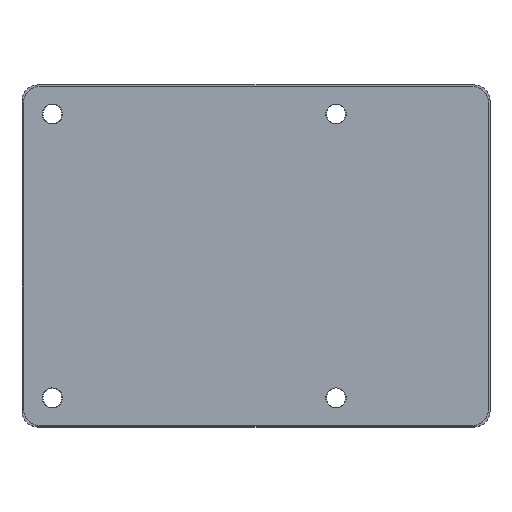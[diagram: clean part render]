
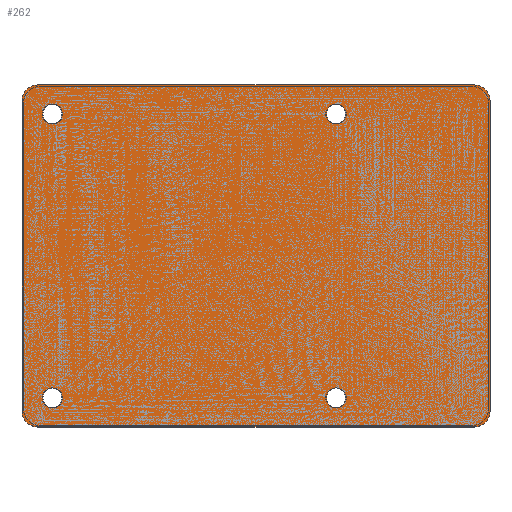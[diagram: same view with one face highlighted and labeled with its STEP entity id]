
A CAD part, top view. The second image highlights one B-rep face of the part: STEP entity #262.
In plain terms, the highlighted planar face has unit normal (0, 0, 1).
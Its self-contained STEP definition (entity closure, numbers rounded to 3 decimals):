
#37 = ORIENTED_EDGE ( 'NONE', *, *, #2954, .T. ) ;
#56 = ORIENTED_EDGE ( 'NONE', *, *, #2555, .T. ) ;
#109 = AXIS2_PLACEMENT_3D ( 'NONE', #391, #1344, #2327 ) ;
#118 = VERTEX_POINT ( 'NONE', #2487 ) ;
#119 = EDGE_CURVE ( 'NONE', #2345, #1501, #803, .T. ) ;
#142 = VERTEX_POINT ( 'NONE', #299 ) ;
#150 = ORIENTED_EDGE ( 'NONE', *, *, #3151, .F. ) ;
#161 = ORIENTED_EDGE ( 'NONE', *, *, #1104, .T. ) ;
#164 = EDGE_CURVE ( 'NONE', #142, #118, #761, .T. ) ;
#171 = DIRECTION ( 'NONE',  ( 0., 0., 1. ) ) ;
#262 = ADVANCED_FACE ( 'NONE', ( #2568, #2362, #2104, #880, #364 ), #2598, .F. ) ;
#266 = ORIENTED_EDGE ( 'NONE', *, *, #2425, .F. ) ;
#274 = VERTEX_POINT ( 'NONE', #2083 ) ;
#282 = CARTESIAN_POINT ( 'NONE',  ( -25.8, 18., 0. ) ) ;
#287 = VECTOR ( 'NONE', #1795, 1000. ) ;
#299 = CARTESIAN_POINT ( 'NONE',  ( -27.7, 21.7, 0. ) ) ;
#355 = DIRECTION ( 'NONE',  ( -1., 0., 0. ) ) ;
#364 = FACE_OUTER_BOUND ( 'NONE', #2677, .T. ) ;
#391 = CARTESIAN_POINT ( 'NONE',  ( 0., 0., 0. ) ) ;
#431 = CARTESIAN_POINT ( 'NONE',  ( 27.7, -21.7, 0. ) ) ;
#466 = CARTESIAN_POINT ( 'NONE',  ( 8.95, 18., 0. ) ) ;
#496 = AXIS2_PLACEMENT_3D ( 'NONE', #2279, #2712, #1538 ) ;
#525 = CARTESIAN_POINT ( 'NONE',  ( -27.7, -21.7, 0. ) ) ;
#534 = EDGE_CURVE ( 'NONE', #2782, #2839, #2657, .T. ) ;
#543 = EDGE_CURVE ( 'NONE', #649, #1436, #958, .T. ) ;
#544 = CIRCLE ( 'NONE', #1112, 2. ) ;
#547 = EDGE_LOOP ( 'NONE', ( #867, #1449 ) ) ;
#564 = CARTESIAN_POINT ( 'NONE',  ( 10.2, 18., 0. ) ) ;
#573 = ORIENTED_EDGE ( 'NONE', *, *, #3126, .T. ) ;
#600 = AXIS2_PLACEMENT_3D ( 'NONE', #1148, #2907, #1688 ) ;
#613 = CARTESIAN_POINT ( 'NONE',  ( 29.7, 19.7, 0. ) ) ;
#616 = ORIENTED_EDGE ( 'NONE', *, *, #119, .T. ) ;
#646 = VERTEX_POINT ( 'NONE', #1822 ) ;
#649 = VERTEX_POINT ( 'NONE', #3011 ) ;
#661 = ORIENTED_EDGE ( 'NONE', *, *, #773, .T. ) ;
#675 = CARTESIAN_POINT ( 'NONE',  ( 10.2, -18., 0. ) ) ;
#699 = CIRCLE ( 'NONE', #2348, 2. ) ;
#720 = DIRECTION ( 'NONE',  ( 0., 0., -1. ) ) ;
#730 = VERTEX_POINT ( 'NONE', #1566 ) ;
#761 = LINE ( 'NONE', #1744, #1234 ) ;
#773 = EDGE_CURVE ( 'NONE', #1501, #2345, #1706, .T. ) ;
#783 = DIRECTION ( 'NONE',  ( 0., 0., 1. ) ) ;
#803 = CIRCLE ( 'NONE', #496, 1.25 ) ;
#809 = VECTOR ( 'NONE', #1622, 1000. ) ;
#816 = CARTESIAN_POINT ( 'NONE',  ( -29.7, -19.7, 0. ) ) ;
#837 = LINE ( 'NONE', #613, #1049 ) ;
#853 = EDGE_CURVE ( 'NONE', #2839, #2782, #2790, .T. ) ;
#867 = ORIENTED_EDGE ( 'NONE', *, *, #3020, .T. ) ;
#880 = FACE_BOUND ( 'NONE', #2824, .T. ) ;
#916 = CARTESIAN_POINT ( 'NONE',  ( -25.8, -18., 0. ) ) ;
#932 = DIRECTION ( 'NONE',  ( 0., 0., -1. ) ) ;
#958 = CIRCLE ( 'NONE', #1010, 1.25 ) ;
#989 = DIRECTION ( 'NONE',  ( 0., 0., 1. ) ) ;
#1010 = AXIS2_PLACEMENT_3D ( 'NONE', #1981, #1769, #1754 ) ;
#1022 = CARTESIAN_POINT ( 'NONE',  ( -29.7, 19.7, 0. ) ) ;
#1030 = CARTESIAN_POINT ( 'NONE',  ( 10.2, -18., 0. ) ) ;
#1049 = VECTOR ( 'NONE', #1818, 1000. ) ;
#1100 = ORIENTED_EDGE ( 'NONE', *, *, #534, .T. ) ;
#1104 = EDGE_CURVE ( 'NONE', #2501, #646, #2292, .T. ) ;
#1112 = AXIS2_PLACEMENT_3D ( 'NONE', #2234, #989, #2427 ) ;
#1137 = AXIS2_PLACEMENT_3D ( 'NONE', #916, #932, #2640 ) ;
#1148 = CARTESIAN_POINT ( 'NONE',  ( 10.2, 18., 0. ) ) ;
#1158 = EDGE_CURVE ( 'NONE', #2376, #2789, #837, .T. ) ;
#1170 = LINE ( 'NONE', #431, #809 ) ;
#1212 = ORIENTED_EDGE ( 'NONE', *, *, #853, .T. ) ;
#1234 = VECTOR ( 'NONE', #1362, 1000. ) ;
#1262 = DIRECTION ( 'NONE',  ( -1., 0., 0. ) ) ;
#1270 = CIRCLE ( 'NONE', #1684, 2. ) ;
#1299 = CARTESIAN_POINT ( 'NONE',  ( 11.45, -18., 0. ) ) ;
#1344 = DIRECTION ( 'NONE',  ( 0., 0., -1. ) ) ;
#1362 = DIRECTION ( 'NONE',  ( 1., 0., 0. ) ) ;
#1371 = AXIS2_PLACEMENT_3D ( 'NONE', #282, #720, #1262 ) ;
#1394 = CARTESIAN_POINT ( 'NONE',  ( 27.7, 19.7, 0. ) ) ;
#1398 = AXIS2_PLACEMENT_3D ( 'NONE', #675, #2868, #2899 ) ;
#1418 = AXIS2_PLACEMENT_3D ( 'NONE', #2069, #1519, #2269 ) ;
#1436 = VERTEX_POINT ( 'NONE', #2255 ) ;
#1449 = ORIENTED_EDGE ( 'NONE', *, *, #543, .T. ) ;
#1501 = VERTEX_POINT ( 'NONE', #2055 ) ;
#1519 = DIRECTION ( 'NONE',  ( 0., 0., 1. ) ) ;
#1538 = DIRECTION ( 'NONE',  ( 1., 0., 0. ) ) ;
#1566 = CARTESIAN_POINT ( 'NONE',  ( -29.7, -19.7, 0. ) ) ;
#1595 = ORIENTED_EDGE ( 'NONE', *, *, #164, .F. ) ;
#1619 = CARTESIAN_POINT ( 'NONE',  ( 8.95, -18., 0. ) ) ;
#1622 = DIRECTION ( 'NONE',  ( -1., 0., 0. ) ) ;
#1684 = AXIS2_PLACEMENT_3D ( 'NONE', #2237, #783, #2205 ) ;
#1688 = DIRECTION ( 'NONE',  ( 1., 0., 0. ) ) ;
#1706 = CIRCLE ( 'NONE', #1137, 1.25 ) ;
#1744 = CARTESIAN_POINT ( 'NONE',  ( -27.7, 21.7, 0. ) ) ;
#1754 = DIRECTION ( 'NONE',  ( 1., 0., 0. ) ) ;
#1769 = DIRECTION ( 'NONE',  ( 0., 0., -1. ) ) ;
#1775 = LINE ( 'NONE', #816, #287 ) ;
#1795 = DIRECTION ( 'NONE',  ( 0., 1., 0. ) ) ;
#1818 = DIRECTION ( 'NONE',  ( 0., -1., 0. ) ) ;
#1822 = CARTESIAN_POINT ( 'NONE',  ( 11.45, 18., 0. ) ) ;
#1849 = CARTESIAN_POINT ( 'NONE',  ( 29.7, 19.7, 0. ) ) ;
#1873 = AXIS2_PLACEMENT_3D ( 'NONE', #564, #2561, #355 ) ;
#1879 = ORIENTED_EDGE ( 'NONE', *, *, #2938, .T. ) ;
#1901 = EDGE_LOOP ( 'NONE', ( #1212, #1100 ) ) ;
#1981 = CARTESIAN_POINT ( 'NONE',  ( -25.8, 18., 0. ) ) ;
#2055 = CARTESIAN_POINT ( 'NONE',  ( -27.05, -18., 0. ) ) ;
#2069 = CARTESIAN_POINT ( 'NONE',  ( 27.7, -19.7, 0. ) ) ;
#2077 = CARTESIAN_POINT ( 'NONE',  ( -24.55, -18., 0. ) ) ;
#2083 = CARTESIAN_POINT ( 'NONE',  ( 27.7, -21.7, 0. ) ) ;
#2104 = FACE_BOUND ( 'NONE', #547, .T. ) ;
#2171 = DIRECTION ( 'NONE',  ( 1., 0., 0. ) ) ;
#2205 = DIRECTION ( 'NONE',  ( -1., 0., 0. ) ) ;
#2234 = CARTESIAN_POINT ( 'NONE',  ( -27.7, 19.7, 0. ) ) ;
#2237 = CARTESIAN_POINT ( 'NONE',  ( -27.7, -19.7, 0. ) ) ;
#2255 = CARTESIAN_POINT ( 'NONE',  ( -27.05, 18., 0. ) ) ;
#2261 = ORIENTED_EDGE ( 'NONE', *, *, #1158, .F. ) ;
#2269 = DIRECTION ( 'NONE',  ( 0., -1., 0. ) ) ;
#2279 = CARTESIAN_POINT ( 'NONE',  ( -25.8, -18., 0. ) ) ;
#2292 = CIRCLE ( 'NONE', #1873, 1.25 ) ;
#2327 = DIRECTION ( 'NONE',  ( -1., 0., 0. ) ) ;
#2345 = VERTEX_POINT ( 'NONE', #2077 ) ;
#2348 = AXIS2_PLACEMENT_3D ( 'NONE', #1394, #171, #2171 ) ;
#2362 = FACE_BOUND ( 'NONE', #1901, .T. ) ;
#2376 = VERTEX_POINT ( 'NONE', #1849 ) ;
#2425 = EDGE_CURVE ( 'NONE', #274, #2593, #1170, .T. ) ;
#2427 = DIRECTION ( 'NONE',  ( 0., 1., 0. ) ) ;
#2460 = EDGE_LOOP ( 'NONE', ( #161, #1879 ) ) ;
#2487 = CARTESIAN_POINT ( 'NONE',  ( 27.7, 21.7, 0. ) ) ;
#2501 = VERTEX_POINT ( 'NONE', #466 ) ;
#2502 = CIRCLE ( 'NONE', #600, 1.25 ) ;
#2506 = AXIS2_PLACEMENT_3D ( 'NONE', #1030, #2993, #2754 ) ;
#2541 = CARTESIAN_POINT ( 'NONE',  ( 29.7, -19.7, 0. ) ) ;
#2555 = EDGE_CURVE ( 'NONE', #730, #2593, #1270, .T. ) ;
#2561 = DIRECTION ( 'NONE',  ( 0., 0., -1. ) ) ;
#2568 = FACE_BOUND ( 'NONE', #2460, .T. ) ;
#2593 = VERTEX_POINT ( 'NONE', #525 ) ;
#2598 = PLANE ( 'NONE',  #109 ) ;
#2640 = DIRECTION ( 'NONE',  ( -1., 0., 0. ) ) ;
#2657 = CIRCLE ( 'NONE', #2506, 1.25 ) ;
#2677 = EDGE_LOOP ( 'NONE', ( #1595, #37, #150, #56, #266, #573, #2261, #3115 ) ) ;
#2712 = DIRECTION ( 'NONE',  ( 0., 0., -1. ) ) ;
#2754 = DIRECTION ( 'NONE',  ( 1., 0., 0. ) ) ;
#2782 = VERTEX_POINT ( 'NONE', #1299 ) ;
#2789 = VERTEX_POINT ( 'NONE', #2541 ) ;
#2790 = CIRCLE ( 'NONE', #1398, 1.25 ) ;
#2811 = CIRCLE ( 'NONE', #1371, 1.25 ) ;
#2824 = EDGE_LOOP ( 'NONE', ( #661, #616 ) ) ;
#2839 = VERTEX_POINT ( 'NONE', #1619 ) ;
#2868 = DIRECTION ( 'NONE',  ( 0., 0., -1. ) ) ;
#2899 = DIRECTION ( 'NONE',  ( -1., 0., 0. ) ) ;
#2907 = DIRECTION ( 'NONE',  ( 0., 0., -1. ) ) ;
#2929 = EDGE_CURVE ( 'NONE', #2376, #118, #699, .T. ) ;
#2938 = EDGE_CURVE ( 'NONE', #646, #2501, #2502, .T. ) ;
#2952 = VERTEX_POINT ( 'NONE', #1022 ) ;
#2954 = EDGE_CURVE ( 'NONE', #142, #2952, #544, .T. ) ;
#2993 = DIRECTION ( 'NONE',  ( 0., 0., -1. ) ) ;
#3011 = CARTESIAN_POINT ( 'NONE',  ( -24.55, 18., 0. ) ) ;
#3020 = EDGE_CURVE ( 'NONE', #1436, #649, #2811, .T. ) ;
#3070 = CIRCLE ( 'NONE', #1418, 2. ) ;
#3115 = ORIENTED_EDGE ( 'NONE', *, *, #2929, .T. ) ;
#3126 = EDGE_CURVE ( 'NONE', #274, #2789, #3070, .T. ) ;
#3151 = EDGE_CURVE ( 'NONE', #730, #2952, #1775, .T. ) ;
